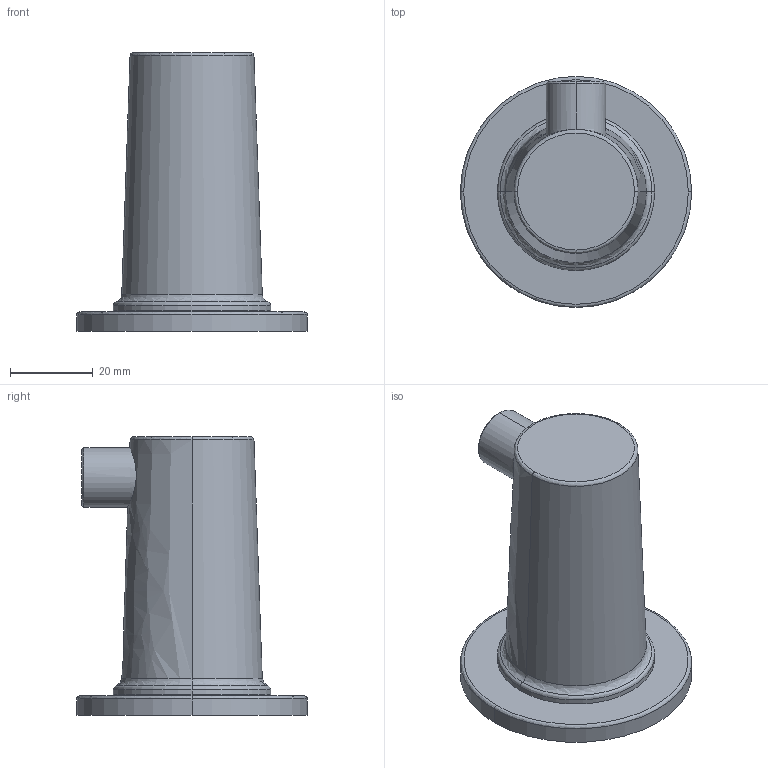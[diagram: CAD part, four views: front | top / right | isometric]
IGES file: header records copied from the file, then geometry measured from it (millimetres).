
Start section:  PTC IGES file: 42-12.igs
Global section: file name: 42-12.igs; native system: Creo Parametric by PTC Inc.; preprocessor: 2018400; author: jinson.thomas; organization: Unknown; date: 20211028.110852; units: inch
Bounding box: 55.88 x 55.88 x 67.49 mm (x, y, z)
Volume: 64878.1 mm3; surface area: 15661.6 mm2
Topology: 1 solids, 2 shells, 29 faces, 56 edges, 34 vertices
Faces by surface type: revolution 22, bspline 7
